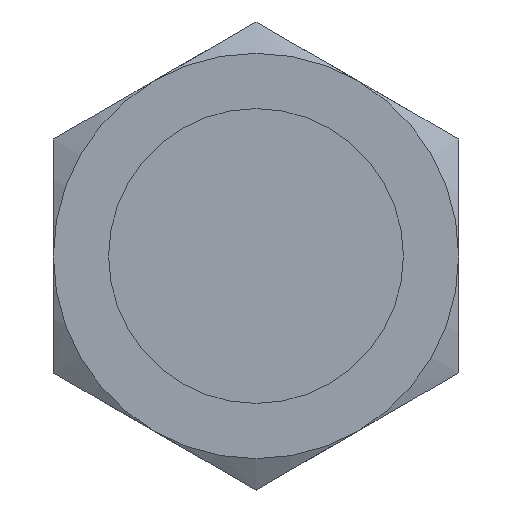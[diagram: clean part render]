
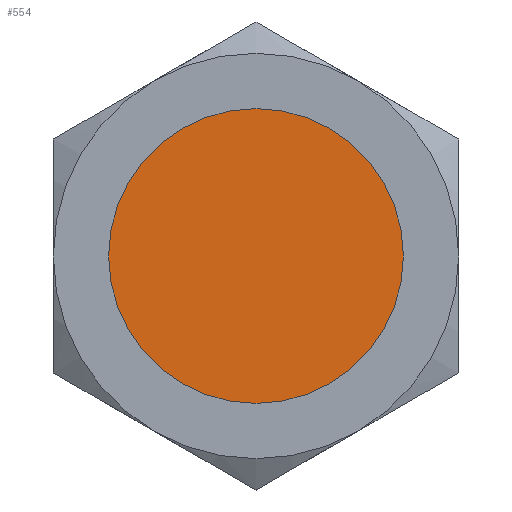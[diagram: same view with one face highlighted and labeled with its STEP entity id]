
A CAD part, front view. The second image highlights one B-rep face of the part: STEP entity #554.
In plain terms, the highlighted planar face has unit normal (0, -1, 0).
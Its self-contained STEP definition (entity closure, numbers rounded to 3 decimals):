
#63=PLANE('',#644);
#95=FACE_OUTER_BOUND('',#133,.T.);
#133=EDGE_LOOP('',(#472,#473));
#172=CIRCLE('',#645,4.);
#173=CIRCLE('',#646,4.);
#248=VERTEX_POINT('',#1011);
#249=VERTEX_POINT('',#1012);
#324=EDGE_CURVE('',#248,#249,#172,.T.);
#325=EDGE_CURVE('',#249,#248,#173,.T.);
#472=ORIENTED_EDGE('',*,*,#324,.F.);
#473=ORIENTED_EDGE('',*,*,#325,.F.);
#554=ADVANCED_FACE('',(#95),#63,.T.);
#644=AXIS2_PLACEMENT_3D('',#1010,#799,#800);
#645=AXIS2_PLACEMENT_3D('',#1013,#801,#802);
#646=AXIS2_PLACEMENT_3D('',#1014,#803,#804);
#799=DIRECTION('center_axis',(0.,-1.,0.));
#800=DIRECTION('ref_axis',(0.,0.,-1.));
#801=DIRECTION('center_axis',(0.,1.,0.));
#802=DIRECTION('ref_axis',(-1.,0.,0.));
#803=DIRECTION('center_axis',(0.,1.,0.));
#804=DIRECTION('ref_axis',(-1.,0.,0.));
#1010=CARTESIAN_POINT('Origin',(-2.,0.,0.));
#1011=CARTESIAN_POINT('',(-4.,0.,0.));
#1012=CARTESIAN_POINT('',(0.,0.,4.));
#1013=CARTESIAN_POINT('Origin',(0.,0.,0.));
#1014=CARTESIAN_POINT('Origin',(0.,0.,0.));
